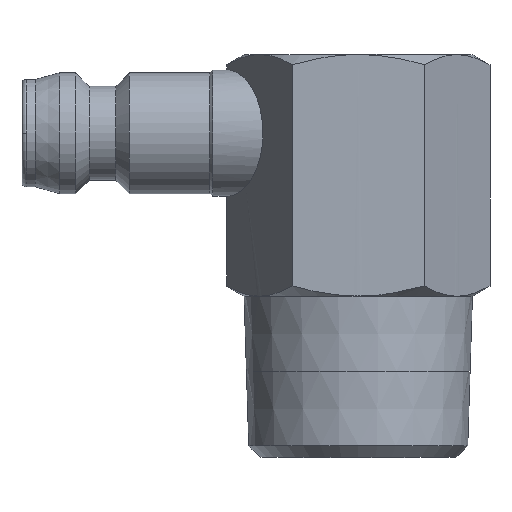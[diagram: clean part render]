
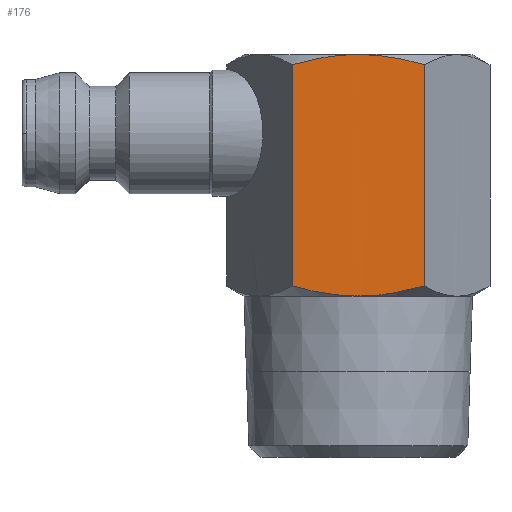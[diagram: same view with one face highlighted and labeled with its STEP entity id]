
A CAD part, top view. The second image highlights one B-rep face of the part: STEP entity #176.
In plain terms, the highlighted planar face has unit normal (0, 0, 1).
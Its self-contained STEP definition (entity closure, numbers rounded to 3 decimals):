
#176=ADVANCED_FACE('',(#361),#362,.T.);
#361=FACE_OUTER_BOUND('',#552,.T.);
#362=PLANE('',#553);
#552=EDGE_LOOP('',(#996,#997,#998,#999,#1000,#1001,#1002));
#553=AXIS2_PLACEMENT_3D('',#1003,#1004,#1005);
#996=ORIENTED_EDGE('',*,*,#1173,.F.);
#997=ORIENTED_EDGE('',*,*,#1283,.F.);
#998=ORIENTED_EDGE('',*,*,#1280,.T.);
#999=ORIENTED_EDGE('',*,*,#1128,.F.);
#1000=ORIENTED_EDGE('',*,*,#1284,.F.);
#1001=ORIENTED_EDGE('',*,*,#1213,.F.);
#1002=ORIENTED_EDGE('',*,*,#1179,.F.);
#1003=CARTESIAN_POINT('',(0.,11.0,8.5));
#1004=DIRECTION('',(0.,0.0,1.0));
#1005=DIRECTION('',(1.0,0.0,0.));
#1128=EDGE_CURVE('',#1340,#1341,#1342,.T.);
#1173=EDGE_CURVE('',#1416,#1418,#1419,.T.);
#1179=EDGE_CURVE('',#1418,#1427,#1428,.T.);
#1213=EDGE_CURVE('',#1427,#1474,#1475,.T.);
#1280=EDGE_CURVE('',#1553,#1341,#1554,.T.);
#1283=EDGE_CURVE('',#1553,#1416,#1557,.T.);
#1284=EDGE_CURVE('',#1474,#1340,#1558,.T.);
#1340=VERTEX_POINT('',#1690);
#1341=VERTEX_POINT('',#1691);
#1342=(B_SPLINE_CURVE(2,(#1693,#1694,#1695,#1696,#1697),.UNSPECIFIED.,.F.,.F.)B_SPLINE_CURVE_WITH_KNOTS((3,2,3),(0.0,4.984,9.968),.UNSPECIFIED.)RATIONAL_B_SPLINE_CURVE((1.0,1.038,1.0,1.038,1.0))BOUNDED_CURVE()REPRESENTATION_ITEM('')GEOMETRIC_REPRESENTATION_ITEM()CURVE());
#1416=VERTEX_POINT('',#1846);
#1418=VERTEX_POINT('',#1848);
#1419=CIRCLE('',#1849,8.506);
#1427=VERTEX_POINT('',#1857);
#1428=(B_SPLINE_CURVE(2,(#1859,#1860,#1861,#1862,#1863),.UNSPECIFIED.,.F.,.F.)B_SPLINE_CURVE_WITH_KNOTS((3,2,3),(0.0,4.984,9.968),.UNSPECIFIED.)RATIONAL_B_SPLINE_CURVE((1.0,1.038,1.0,1.038,1.0))BOUNDED_CURVE()REPRESENTATION_ITEM('')GEOMETRIC_REPRESENTATION_ITEM()CURVE());
#1474=VERTEX_POINT('',#2010);
#1475=LINE('',#2011,#2012);
#1553=VERTEX_POINT('',#2195);
#1554=LINE('',#2196,#2197);
#1557=(B_SPLINE_CURVE(2,(#2212,#2213,#2214,#2215,#2216),.UNSPECIFIED.,.F.,.F.)B_SPLINE_CURVE_WITH_KNOTS((3,2,3),(0.0,4.984,9.968),.UNSPECIFIED.)RATIONAL_B_SPLINE_CURVE((1.0,1.038,1.0,1.038,1.0))BOUNDED_CURVE()REPRESENTATION_ITEM('')GEOMETRIC_REPRESENTATION_ITEM()CURVE());
#1558=(B_SPLINE_CURVE(2,(#2224,#2225,#2226,#2227,#2228),.UNSPECIFIED.,.F.,.F.)B_SPLINE_CURVE_WITH_KNOTS((3,2,3),(0.0,4.984,9.968),.UNSPECIFIED.)RATIONAL_B_SPLINE_CURVE((1.0,1.038,1.0,1.038,1.0))BOUNDED_CURVE()REPRESENTATION_ITEM('')GEOMETRIC_REPRESENTATION_ITEM()CURVE());
#1690=CARTESIAN_POINT('',(0.,30.0,8.5));
#1691=CARTESIAN_POINT('',(4.907,29.241,8.5));
#1693=CARTESIAN_POINT('',(-4.913,29.239,8.5));
#1694=CARTESIAN_POINT('',(-2.28,30.0,8.5));
#1695=CARTESIAN_POINT('',(0.,30.0,8.5));
#1696=CARTESIAN_POINT('',(2.28,30.0,8.5));
#1697=CARTESIAN_POINT('',(4.913,29.239,8.5));
#1846=CARTESIAN_POINT('',(0.319,12.007,8.5));
#1848=CARTESIAN_POINT('',(-0.319,12.007,8.5));
#1849=AXIS2_PLACEMENT_3D('',#2358,#2359,#2360);
#1857=CARTESIAN_POINT('',(-4.907,12.759,8.5));
#1859=CARTESIAN_POINT('',(4.913,12.761,8.5));
#1860=CARTESIAN_POINT('',(2.28,12.0,8.5));
#1861=CARTESIAN_POINT('',(0.,12.0,8.5));
#1862=CARTESIAN_POINT('',(-2.28,12.0,8.5));
#1863=CARTESIAN_POINT('',(-4.913,12.761,8.5));
#2010=CARTESIAN_POINT('',(-4.907,29.241,8.5));
#2011=CARTESIAN_POINT('',(-4.907,11.0,8.5));
#2012=VECTOR('',#2413,1.0);
#2195=CARTESIAN_POINT('',(4.907,12.759,8.5));
#2196=CARTESIAN_POINT('',(4.907,11.0,8.5));
#2197=VECTOR('',#2488,1.0);
#2212=CARTESIAN_POINT('',(4.913,12.761,8.5));
#2213=CARTESIAN_POINT('',(2.28,12.0,8.5));
#2214=CARTESIAN_POINT('',(0.,12.0,8.5));
#2215=CARTESIAN_POINT('',(-2.28,12.0,8.5));
#2216=CARTESIAN_POINT('',(-4.913,12.761,8.5));
#2224=CARTESIAN_POINT('',(-4.913,29.239,8.5));
#2225=CARTESIAN_POINT('',(-2.28,30.0,8.5));
#2226=CARTESIAN_POINT('',(0.,30.0,8.5));
#2227=CARTESIAN_POINT('',(2.28,30.0,8.5));
#2228=CARTESIAN_POINT('',(4.913,29.239,8.5));
#2358=CARTESIAN_POINT('',(0.,12.01,0.0));
#2359=DIRECTION('',(0.,-1.0,0.0));
#2360=DIRECTION('',(1.0,0.,0.0));
#2413=DIRECTION('',(0.0,1.0,0.0));
#2488=DIRECTION('',(0.0,1.0,0.0));
